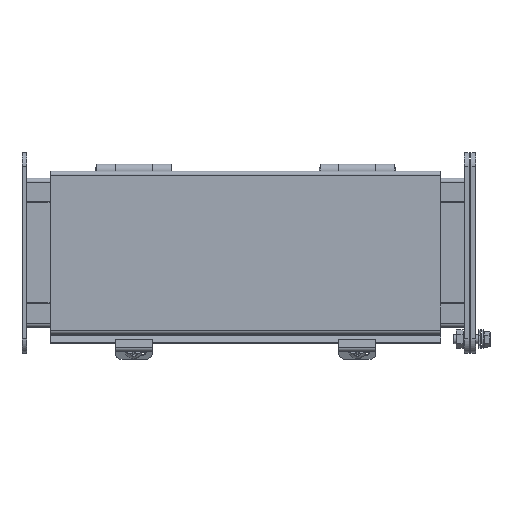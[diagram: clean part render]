
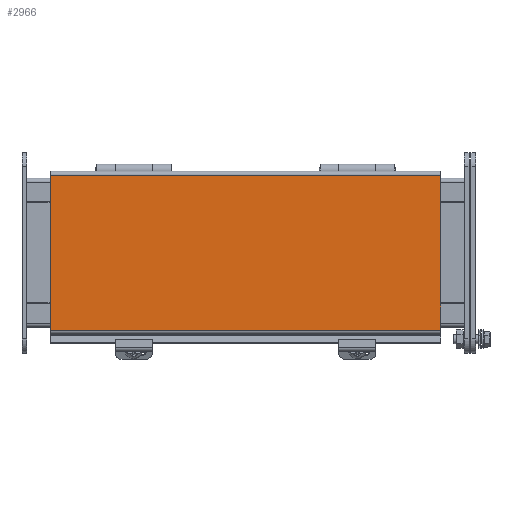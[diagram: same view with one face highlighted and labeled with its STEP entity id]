
A CAD part, top view. The second image highlights one B-rep face of the part: STEP entity #2966.
In plain terms, the highlighted planar face has unit normal (0, 0, 1).
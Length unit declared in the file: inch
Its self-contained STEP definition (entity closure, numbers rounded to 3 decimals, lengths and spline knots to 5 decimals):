
#973 = LINE ( 'NONE', #5145, #5520 ) ;
#2651 = CARTESIAN_POINT ( 'NONE',  ( -5.234, -2.07943, 4.172 ) ) ;
#2854 = ORIENTED_EDGE ( 'NONE', *, *, #5539, .T. ) ;
#2966 = ADVANCED_FACE ( 'NONE', ( #12787 ), #4062, .T. ) ;
#3052 = LINE ( 'NONE', #8779, #10348 ) ;
#3403 = DIRECTION ( 'NONE',  ( 0., -1., 0. ) ) ;
#3650 = EDGE_CURVE ( 'NONE', #8019, #12000, #973, .T. ) ;
#3670 = CARTESIAN_POINT ( 'NONE',  ( 5.234, 2.07957, 4.172 ) ) ;
#4062 = PLANE ( 'NONE',  #9417 ) ;
#5145 = CARTESIAN_POINT ( 'NONE',  ( -5.234, -2.07943, 4.172 ) ) ;
#5156 = ORIENTED_EDGE ( 'NONE', *, *, #17991, .T. ) ;
#5520 = VECTOR ( 'NONE', #18206, 39.37008 ) ;
#5539 = EDGE_CURVE ( 'NONE', #15687, #8019, #10362, .T. ) ;
#6453 = EDGE_LOOP ( 'NONE', ( #2854, #14748, #5156, #12630 ) ) ;
#6935 = LINE ( 'NONE', #15589, #13713 ) ;
#8019 = VERTEX_POINT ( 'NONE', #2651 ) ;
#8377 = DIRECTION ( 'NONE',  ( 1., 0., 0. ) ) ;
#8547 = CARTESIAN_POINT ( 'NONE',  ( 5.234, -2.07943, 4.172 ) ) ;
#8779 = CARTESIAN_POINT ( 'NONE',  ( 5.234, -2.18743, 4.172 ) ) ;
#9417 = AXIS2_PLACEMENT_3D ( 'NONE', #12883, #10070, #8377 ) ;
#10070 = DIRECTION ( 'NONE',  ( 0., 0., 1. ) ) ;
#10195 = EDGE_CURVE ( 'NONE', #15619, #15687, #6935, .T. ) ;
#10281 = DIRECTION ( 'NONE',  ( 0., 1., 0. ) ) ;
#10348 = VECTOR ( 'NONE', #10281, 39.37008 ) ;
#10362 = LINE ( 'NONE', #11685, #14370 ) ;
#11685 = CARTESIAN_POINT ( 'NONE',  ( -5.234, -2.18743, 4.172 ) ) ;
#12000 = VERTEX_POINT ( 'NONE', #8547 ) ;
#12630 = ORIENTED_EDGE ( 'NONE', *, *, #10195, .T. ) ;
#12753 = DIRECTION ( 'NONE',  ( -1., 0., 0. ) ) ;
#12787 = FACE_OUTER_BOUND ( 'NONE', #6453, .T. ) ;
#12883 = CARTESIAN_POINT ( 'NONE',  ( -5.234, -2.18743, 4.172 ) ) ;
#13713 = VECTOR ( 'NONE', #12753, 39.37008 ) ;
#14370 = VECTOR ( 'NONE', #3403, 39.37008 ) ;
#14748 = ORIENTED_EDGE ( 'NONE', *, *, #3650, .T. ) ;
#15589 = CARTESIAN_POINT ( 'NONE',  ( -5.234, 2.07957, 4.172 ) ) ;
#15619 = VERTEX_POINT ( 'NONE', #3670 ) ;
#15687 = VERTEX_POINT ( 'NONE', #16829 ) ;
#16829 = CARTESIAN_POINT ( 'NONE',  ( -5.234, 2.07957, 4.172 ) ) ;
#17991 = EDGE_CURVE ( 'NONE', #12000, #15619, #3052, .T. ) ;
#18206 = DIRECTION ( 'NONE',  ( 1., 0., 0. ) ) ;
